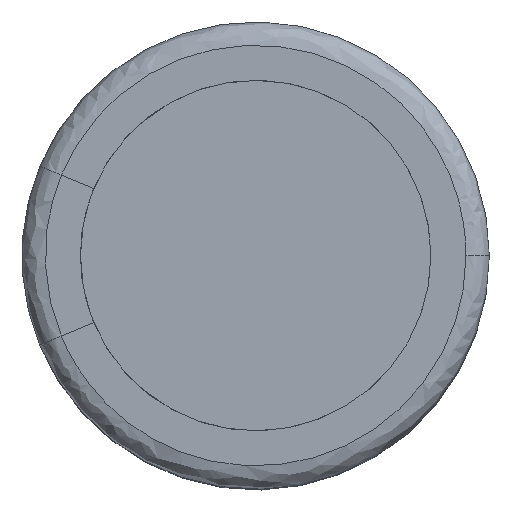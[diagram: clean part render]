
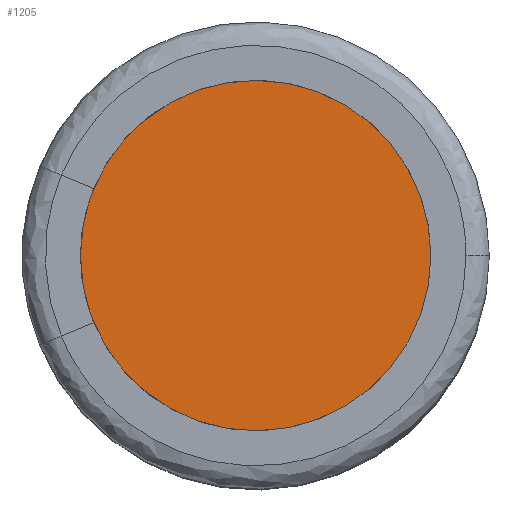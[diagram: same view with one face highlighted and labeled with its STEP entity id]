
A CAD part, top view. The second image highlights one B-rep face of the part: STEP entity #1205.
In plain terms, the highlighted planar face has unit normal (0, 0, 1).
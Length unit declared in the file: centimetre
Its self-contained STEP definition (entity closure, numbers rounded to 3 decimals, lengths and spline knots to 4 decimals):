
#74 = PLANE ( 'NONE',  #399 ) ;
#166 = CARTESIAN_POINT ( 'NONE',  ( -0.2363, 0., 0.69 ) ) ;
#313 = VERTEX_POINT ( 'NONE', #983 ) ;
#399 = AXIS2_PLACEMENT_3D ( 'NONE', #1779, #1909, #1598 ) ;
#620 = FACE_OUTER_BOUND ( 'NONE', #1227, .T. ) ;
#698 = DIRECTION ( 'NONE',  ( 0., 0., 1. ) ) ;
#983 = CARTESIAN_POINT ( 'NONE',  ( 0.2363, 0., 0.69 ) ) ;
#1061 = DIRECTION ( 'NONE',  ( 1., 0., 0. ) ) ;
#1101 = DIRECTION ( 'NONE',  ( 1., 0., 0. ) ) ;
#1160 = EDGE_CURVE ( 'NONE', #1570, #313, #1948, .T. ) ;
#1205 = ADVANCED_FACE ( 'NONE', ( #620 ), #74, .T. ) ;
#1227 = EDGE_LOOP ( 'NONE', ( #1741, #1258 ) ) ;
#1258 = ORIENTED_EDGE ( 'NONE', *, *, #1160, .T. ) ;
#1267 = CARTESIAN_POINT ( 'NONE',  ( 0., 0., 0.69 ) ) ;
#1381 = CARTESIAN_POINT ( 'NONE',  ( 0., 0., 0.69 ) ) ;
#1422 = DIRECTION ( 'NONE',  ( 0., 0., 1. ) ) ;
#1570 = VERTEX_POINT ( 'NONE', #166 ) ;
#1575 = AXIS2_PLACEMENT_3D ( 'NONE', #1381, #698, #1061 ) ;
#1598 = DIRECTION ( 'NONE',  ( 1., 0., 0. ) ) ;
#1686 = AXIS2_PLACEMENT_3D ( 'NONE', #1267, #1422, #1101 ) ;
#1741 = ORIENTED_EDGE ( 'NONE', *, *, #1792, .T. ) ;
#1779 = CARTESIAN_POINT ( 'NONE',  ( 0., 0., 0.69 ) ) ;
#1792 = EDGE_CURVE ( 'NONE', #313, #1570, #2102, .T. ) ;
#1909 = DIRECTION ( 'NONE',  ( 0., 0., 1. ) ) ;
#1948 = CIRCLE ( 'NONE', #1686, 0.2363 ) ;
#2102 = CIRCLE ( 'NONE', #1575, 0.2363 ) ;
